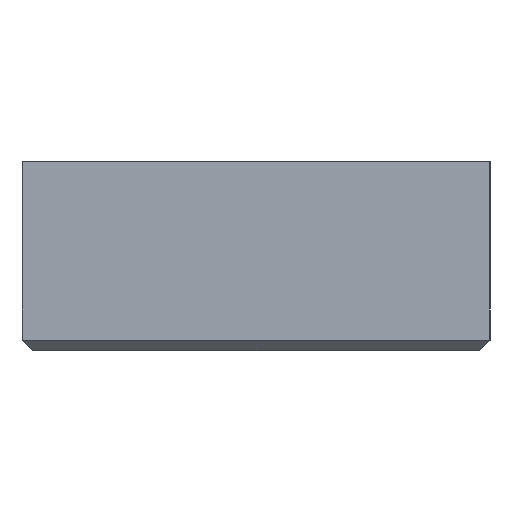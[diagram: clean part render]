
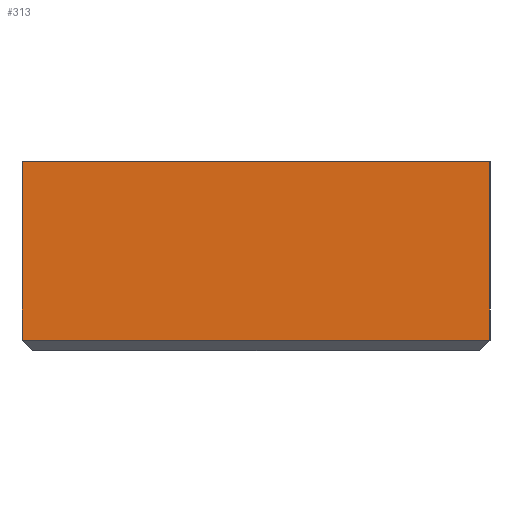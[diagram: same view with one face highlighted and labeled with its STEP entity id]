
A CAD part, left-side view. The second image highlights one B-rep face of the part: STEP entity #313.
In plain terms, the highlighted planar face has unit normal (-1, 0, 0).
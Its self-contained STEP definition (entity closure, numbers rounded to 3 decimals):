
#47=FACE_OUTER_BOUND('',#67,.T.);
#67=EDGE_LOOP('',(#229,#230,#231,#232));
#99=LINE('',#507,#127);
#101=LINE('',#511,#129);
#102=LINE('',#513,#130);
#103=LINE('',#514,#131);
#127=VECTOR('',#406,10.);
#129=VECTOR('',#410,10.);
#130=VECTOR('',#411,10.);
#131=VECTOR('',#412,10.);
#148=VERTEX_POINT('',#491);
#152=VERTEX_POINT('',#503);
#153=VERTEX_POINT('',#510);
#154=VERTEX_POINT('',#512);
#181=EDGE_CURVE('',#148,#152,#99,.T.);
#183=EDGE_CURVE('',#153,#148,#101,.T.);
#184=EDGE_CURVE('',#154,#153,#102,.T.);
#185=EDGE_CURVE('',#154,#152,#103,.T.);
#229=ORIENTED_EDGE('',*,*,#181,.F.);
#230=ORIENTED_EDGE('',*,*,#183,.F.);
#231=ORIENTED_EDGE('',*,*,#184,.F.);
#232=ORIENTED_EDGE('',*,*,#185,.T.);
#301=PLANE('',#356);
#313=ADVANCED_FACE('',(#47),#301,.T.);
#356=AXIS2_PLACEMENT_3D('',#509,#408,#409);
#406=DIRECTION('',(0.,1.,0.));
#408=DIRECTION('center_axis',(-1.,0.,0.));
#409=DIRECTION('ref_axis',(0.,1.,0.));
#410=DIRECTION('',(0.,0.,-1.));
#411=DIRECTION('',(0.,-1.,0.));
#412=DIRECTION('',(0.,0.,-1.));
#491=CARTESIAN_POINT('',(-76.,-22.25,-17.));
#503=CARTESIAN_POINT('',(-76.,22.25,-17.));
#507=CARTESIAN_POINT('',(-76.,-11.125,-17.));
#509=CARTESIAN_POINT('Origin',(-76.,-22.25,0.));
#510=CARTESIAN_POINT('',(-76.,-22.25,0.));
#511=CARTESIAN_POINT('',(-76.,-22.25,0.));
#512=CARTESIAN_POINT('',(-76.,22.25,0.));
#513=CARTESIAN_POINT('',(-76.,22.25,0.));
#514=CARTESIAN_POINT('',(-76.,22.25,0.));
